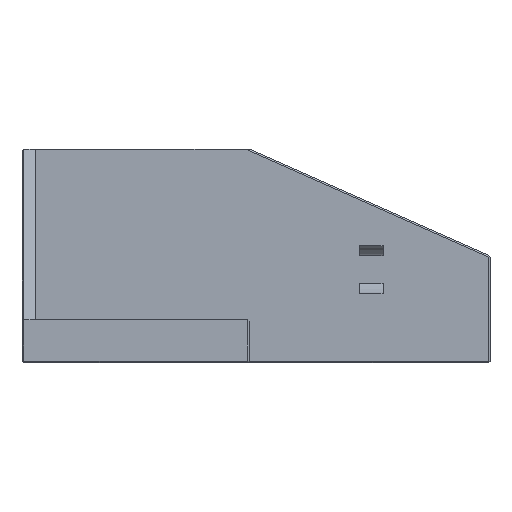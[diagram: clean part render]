
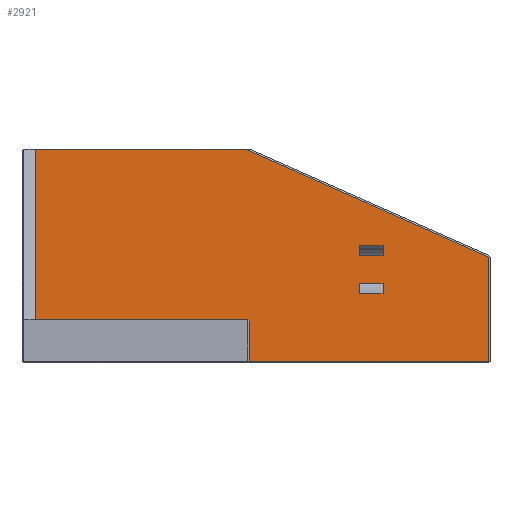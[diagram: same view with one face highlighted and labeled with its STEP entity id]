
A CAD part, left-side view. The second image highlights one B-rep face of the part: STEP entity #2921.
In plain terms, the highlighted planar face has unit normal (-1, 0, 0).
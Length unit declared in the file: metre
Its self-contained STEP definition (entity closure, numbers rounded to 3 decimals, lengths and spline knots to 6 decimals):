
#67=ORIENTED_EDGE('',*,*,#897,.F.);
#68=ORIENTED_EDGE('',*,*,#898,.F.);
#69=ORIENTED_EDGE('',*,*,#899,.F.);
#70=ORIENTED_EDGE('',*,*,#900,.F.);
#71=ORIENTED_EDGE('',*,*,#901,.F.);
#72=ORIENTED_EDGE('',*,*,#902,.F.);
#73=ORIENTED_EDGE('',*,*,#895,.F.);
#74=ORIENTED_EDGE('',*,*,#903,.F.);
#75=ORIENTED_EDGE('',*,*,#904,.T.);
#76=ORIENTED_EDGE('',*,*,#905,.T.);
#77=ORIENTED_EDGE('',*,*,#906,.F.);
#78=ORIENTED_EDGE('',*,*,#907,.F.);
#79=ORIENTED_EDGE('',*,*,#908,.T.);
#80=ORIENTED_EDGE('',*,*,#909,.T.);
#81=ORIENTED_EDGE('',*,*,#910,.F.);
#82=ORIENTED_EDGE('',*,*,#911,.F.);
#895=EDGE_CURVE('',#1310,#1311,#1566,.T.);
#897=EDGE_CURVE('',#1312,#1313,#1568,.T.);
#898=EDGE_CURVE('',#1314,#1312,#1569,.T.);
#899=EDGE_CURVE('',#1315,#1314,#1570,.T.);
#900=EDGE_CURVE('',#1316,#1315,#1571,.T.);
#901=EDGE_CURVE('',#1317,#1316,#1572,.T.);
#902=EDGE_CURVE('',#1311,#1317,#1573,.F.);
#903=EDGE_CURVE('',#1313,#1310,#1574,.T.);
#904=EDGE_CURVE('',#1318,#1319,#1575,.T.);
#905=EDGE_CURVE('',#1319,#1320,#1576,.T.);
#906=EDGE_CURVE('',#1321,#1320,#1577,.T.);
#907=EDGE_CURVE('',#1318,#1321,#1578,.T.);
#908=EDGE_CURVE('',#1322,#1323,#1579,.T.);
#909=EDGE_CURVE('',#1323,#1324,#1580,.T.);
#910=EDGE_CURVE('',#1325,#1324,#1581,.T.);
#911=EDGE_CURVE('',#1322,#1325,#1582,.T.);
#1310=VERTEX_POINT('',#4146);
#1311=VERTEX_POINT('',#4148);
#1312=VERTEX_POINT('',#4152);
#1313=VERTEX_POINT('',#4153);
#1314=VERTEX_POINT('',#4155);
#1315=VERTEX_POINT('',#4157);
#1316=VERTEX_POINT('',#4159);
#1317=VERTEX_POINT('',#4161);
#1318=VERTEX_POINT('',#4165);
#1319=VERTEX_POINT('',#4166);
#1320=VERTEX_POINT('',#4168);
#1321=VERTEX_POINT('',#4170);
#1322=VERTEX_POINT('',#4173);
#1323=VERTEX_POINT('',#4174);
#1324=VERTEX_POINT('',#4176);
#1325=VERTEX_POINT('',#4178);
#1566=LINE('',#4147,#1955);
#1568=LINE('',#4151,#1957);
#1569=LINE('',#4154,#1958);
#1570=LINE('',#4156,#1959);
#1571=LINE('',#4158,#1960);
#1572=LINE('',#4160,#1961);
#1573=LINE('',#4162,#1962);
#1574=LINE('',#4163,#1963);
#1575=LINE('',#4164,#1964);
#1576=LINE('',#4167,#1965);
#1577=LINE('',#4169,#1966);
#1578=LINE('',#4171,#1967);
#1579=LINE('',#4172,#1968);
#1580=LINE('',#4175,#1969);
#1581=LINE('',#4177,#1970);
#1582=LINE('',#4179,#1971);
#1955=VECTOR('',#3334,1.);
#1957=VECTOR('',#3338,1.);
#1958=VECTOR('',#3339,1.);
#1959=VECTOR('',#3340,1.);
#1960=VECTOR('',#3341,1.);
#1961=VECTOR('',#3342,1.);
#1962=VECTOR('',#3343,1.);
#1963=VECTOR('',#3344,1.);
#1964=VECTOR('',#3345,1.);
#1965=VECTOR('',#3346,1.);
#1966=VECTOR('',#3347,1.);
#1967=VECTOR('',#3348,1.);
#1968=VECTOR('',#3349,1.);
#1969=VECTOR('',#3350,1.);
#1970=VECTOR('',#3351,1.);
#1971=VECTOR('',#3352,1.);
#2336=EDGE_LOOP('',(#67,#68,#69,#70,#71,#72,#73,#74));
#2337=EDGE_LOOP('',(#75,#76,#77,#78));
#2338=EDGE_LOOP('',(#79,#80,#81,#82));
#2546=FACE_BOUND('',#2336,.T.);
#2547=FACE_BOUND('',#2337,.T.);
#2548=FACE_BOUND('',#2338,.T.);
#2757=PLANE('',#3115);
#2921=ADVANCED_FACE('',(#2546,#2547,#2548),#2757,.T.);
#3115=AXIS2_PLACEMENT_3D('',#4150,#3336,#3337);
#3334=DIRECTION('',(0.,0.,1.));
#3336=DIRECTION('',(-1.,0.,0.));
#3337=DIRECTION('',(0.,1.,0.));
#3338=DIRECTION('',(0.,0.,-1.));
#3339=DIRECTION('',(0.,-0.914,-0.406));
#3340=DIRECTION('',(0.,-1.,0.));
#3341=DIRECTION('',(0.,0.,1.));
#3342=DIRECTION('',(0.,1.,0.));
#3343=DIRECTION('',(0.,-0.707,-0.707));
#3344=DIRECTION('',(0.,1.,0.));
#3345=DIRECTION('',(0.,-1.,0.));
#3346=DIRECTION('',(0.,0.,-1.));
#3347=DIRECTION('',(0.,-1.,0.));
#3348=DIRECTION('',(0.,0.,-1.));
#3349=DIRECTION('',(0.,-1.,0.));
#3350=DIRECTION('',(0.,0.,-1.));
#3351=DIRECTION('',(0.,-1.,0.));
#3352=DIRECTION('',(0.,0.,-1.));
#4146=CARTESIAN_POINT('',(-0.01575,-0.019125,-0.018));
#4147=CARTESIAN_POINT('',(-0.01575,-0.019125,0.01375));
#4148=CARTESIAN_POINT('',(-0.01575,-0.019125,-0.0125));
#4150=CARTESIAN_POINT('',(-0.01575,-0.047125,0.01375));
#4151=CARTESIAN_POINT('',(-0.01575,-0.054875,0.01375));
#4152=CARTESIAN_POINT('',(-0.01575,-0.054875,-0.002412));
#4153=CARTESIAN_POINT('',(-0.01575,-0.054875,-0.018));
#4154=CARTESIAN_POINT('',(-0.01575,-0.042405,0.00313));
#4155=CARTESIAN_POINT('',(-0.01575,-0.018509,0.01375));
#4156=CARTESIAN_POINT('',(-0.01575,-0.003125,0.01375));
#4157=CARTESIAN_POINT('',(-0.01575,0.012875,0.01375));
#4158=CARTESIAN_POINT('',(-0.01575,0.012875,-0.00225));
#4159=CARTESIAN_POINT('',(-0.01575,0.012875,-0.01225));
#4160=CARTESIAN_POINT('',(-0.01575,-0.019125,-0.01225));
#4161=CARTESIAN_POINT('',(-0.01575,-0.018875,-0.01225));
#4162=CARTESIAN_POINT('',(-0.01575,-0.019125,-0.0125));
#4163=CARTESIAN_POINT('',(-0.01575,-0.047125,-0.018));
#4164=CARTESIAN_POINT('',(-0.01575,-0.035625,-0.006386));
#4165=CARTESIAN_POINT('',(-0.01575,-0.035625,-0.006386));
#4166=CARTESIAN_POINT('',(-0.01575,-0.039125,-0.006386));
#4167=CARTESIAN_POINT('',(-0.01575,-0.039125,-0.007136));
#4168=CARTESIAN_POINT('',(-0.01575,-0.039125,-0.007886));
#4169=CARTESIAN_POINT('',(-0.01575,-0.035625,-0.007886));
#4170=CARTESIAN_POINT('',(-0.01575,-0.035625,-0.007886));
#4171=CARTESIAN_POINT('',(-0.01575,-0.035625,-0.007136));
#4172=CARTESIAN_POINT('',(-0.01575,-0.035625,-0.00075));
#4173=CARTESIAN_POINT('',(-0.01575,-0.035625,-0.00075));
#4174=CARTESIAN_POINT('',(-0.01575,-0.039125,-0.00075));
#4175=CARTESIAN_POINT('',(-0.01575,-0.039125,-0.0015));
#4176=CARTESIAN_POINT('',(-0.01575,-0.039125,-0.00225));
#4177=CARTESIAN_POINT('',(-0.01575,-0.035625,-0.00225));
#4178=CARTESIAN_POINT('',(-0.01575,-0.035625,-0.00225));
#4179=CARTESIAN_POINT('',(-0.01575,-0.035625,-0.0015));
